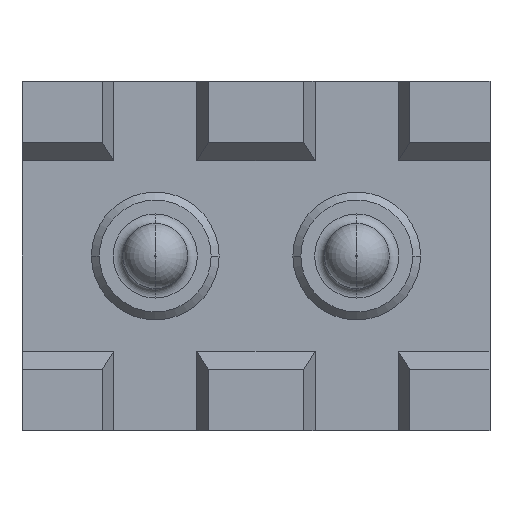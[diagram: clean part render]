
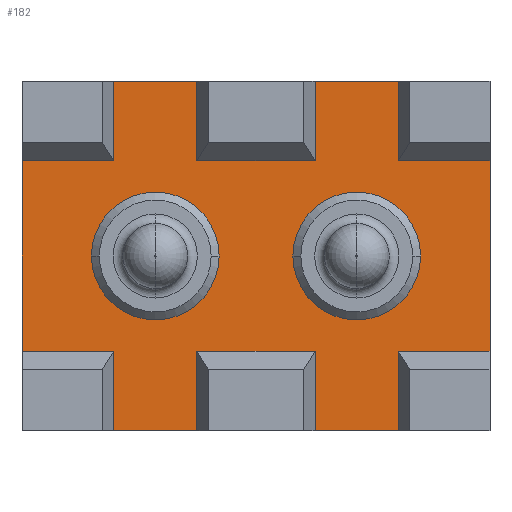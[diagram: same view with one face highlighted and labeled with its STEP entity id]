
A CAD part, front view. The second image highlights one B-rep face of the part: STEP entity #182.
In plain terms, the highlighted planar face has unit normal (0, -1, 0).
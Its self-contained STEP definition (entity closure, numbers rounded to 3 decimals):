
#182=ADVANCED_FACE('',(#376,#377,#378),#379,.F.);
#376=FACE_BOUND('',#581,.T.);
#377=FACE_BOUND('',#582,.T.);
#378=FACE_OUTER_BOUND('',#583,.T.);
#379=PLANE('',#584);
#581=EDGE_LOOP('',(#1059,#1060));
#582=EDGE_LOOP('',(#1061,#1062));
#583=EDGE_LOOP('',(#1063,#1064,#1065,#1066,#1067,#1068,#1069,#1070,#1071,#1072,#1073,#1074,#1075,#1076,#1077,#1078,#1079,#1080,#1081,#1082));
#584=AXIS2_PLACEMENT_3D('',#1083,#1084,#1085);
#1059=ORIENTED_EDGE('',*,*,#1327,.T.);
#1060=ORIENTED_EDGE('',*,*,#1325,.T.);
#1061=ORIENTED_EDGE('',*,*,#1351,.T.);
#1062=ORIENTED_EDGE('',*,*,#1280,.T.);
#1063=ORIENTED_EDGE('',*,*,#1406,.F.);
#1064=ORIENTED_EDGE('',*,*,#1381,.T.);
#1065=ORIENTED_EDGE('',*,*,#1420,.F.);
#1066=ORIENTED_EDGE('',*,*,#1393,.F.);
#1067=ORIENTED_EDGE('',*,*,#1404,.F.);
#1068=ORIENTED_EDGE('',*,*,#1421,.T.);
#1069=ORIENTED_EDGE('',*,*,#1422,.F.);
#1070=ORIENTED_EDGE('',*,*,#1423,.F.);
#1071=ORIENTED_EDGE('',*,*,#1424,.F.);
#1072=ORIENTED_EDGE('',*,*,#1425,.F.);
#1073=ORIENTED_EDGE('',*,*,#1426,.T.);
#1074=ORIENTED_EDGE('',*,*,#1427,.F.);
#1075=ORIENTED_EDGE('',*,*,#1412,.F.);
#1076=ORIENTED_EDGE('',*,*,#1428,.T.);
#1077=ORIENTED_EDGE('',*,*,#1429,.T.);
#1078=ORIENTED_EDGE('',*,*,#1388,.F.);
#1079=ORIENTED_EDGE('',*,*,#1409,.F.);
#1080=ORIENTED_EDGE('',*,*,#1376,.T.);
#1081=ORIENTED_EDGE('',*,*,#1430,.T.);
#1082=ORIENTED_EDGE('',*,*,#1431,.F.);
#1083=CARTESIAN_POINT('',(-1.623,0.2,0.0));
#1084=DIRECTION('',(0.0,1.0,0.0));
#1085=DIRECTION('',(0.,0.0,1.0));
#1280=EDGE_CURVE('',#1544,#1546,#1548,.T.);
#1325=EDGE_CURVE('',#1621,#1623,#1625,.T.);
#1327=EDGE_CURVE('',#1623,#1621,#1627,.T.);
#1351=EDGE_CURVE('',#1546,#1544,#1653,.T.);
#1376=EDGE_CURVE('',#1682,#1679,#1683,.T.);
#1381=EDGE_CURVE('',#1691,#1688,#1692,.T.);
#1388=EDGE_CURVE('',#1702,#1698,#1704,.T.);
#1393=EDGE_CURVE('',#1711,#1707,#1713,.T.);
#1404=EDGE_CURVE('',#1727,#1711,#1729,.T.);
#1406=EDGE_CURVE('',#1691,#1731,#1732,.T.);
#1409=EDGE_CURVE('',#1682,#1702,#1735,.T.);
#1412=EDGE_CURVE('',#1738,#1740,#1741,.T.);
#1420=EDGE_CURVE('',#1707,#1688,#1754,.T.);
#1421=EDGE_CURVE('',#1727,#1755,#1756,.T.);
#1422=EDGE_CURVE('',#1757,#1755,#1758,.T.);
#1423=EDGE_CURVE('',#1759,#1757,#1760,.T.);
#1424=EDGE_CURVE('',#1761,#1759,#1762,.T.);
#1425=EDGE_CURVE('',#1763,#1761,#1764,.T.);
#1426=EDGE_CURVE('',#1763,#1765,#1766,.T.);
#1427=EDGE_CURVE('',#1740,#1765,#1767,.T.);
#1428=EDGE_CURVE('',#1738,#1768,#1769,.T.);
#1429=EDGE_CURVE('',#1768,#1698,#1770,.T.);
#1430=EDGE_CURVE('',#1679,#1771,#1772,.T.);
#1431=EDGE_CURVE('',#1731,#1771,#1773,.T.);
#1544=VERTEX_POINT('',#1902);
#1546=VERTEX_POINT('',#1905);
#1548=CIRCLE('',#1908,0.403);
#1621=VERTEX_POINT('',#1987);
#1623=VERTEX_POINT('',#1990);
#1625=CIRCLE('',#1993,0.403);
#1627=CIRCLE('',#1995,0.403);
#1653=CIRCLE('',#2021,0.403);
#1679=VERTEX_POINT('',#2047);
#1682=VERTEX_POINT('',#2051);
#1683=LINE('',#2052,#2053);
#1688=VERTEX_POINT('',#2060);
#1691=VERTEX_POINT('',#2064);
#1692=LINE('',#2065,#2066);
#1698=VERTEX_POINT('',#2074);
#1702=VERTEX_POINT('',#2080);
#1704=LINE('',#2083,#2084);
#1707=VERTEX_POINT('',#2087);
#1711=VERTEX_POINT('',#2093);
#1713=LINE('',#2096,#2097);
#1727=VERTEX_POINT('',#2117);
#1729=LINE('',#2120,#2121);
#1731=VERTEX_POINT('',#2123);
#1732=LINE('',#2124,#2125);
#1735=LINE('',#2129,#2130);
#1738=VERTEX_POINT('',#2134);
#1740=VERTEX_POINT('',#2137);
#1741=LINE('',#2138,#2139);
#1754=LINE('',#2158,#2159);
#1755=VERTEX_POINT('',#2160);
#1756=LINE('',#2161,#2162);
#1757=VERTEX_POINT('',#2163);
#1758=LINE('',#2164,#2165);
#1759=VERTEX_POINT('',#2166);
#1760=LINE('',#2167,#2168);
#1761=VERTEX_POINT('',#2169);
#1762=LINE('',#2170,#2171);
#1763=VERTEX_POINT('',#2172);
#1764=LINE('',#2173,#2174);
#1765=VERTEX_POINT('',#2175);
#1766=LINE('',#2176,#2177);
#1767=LINE('',#2178,#2179);
#1768=VERTEX_POINT('',#2180);
#1769=LINE('',#2181,#2182);
#1770=LINE('',#2183,#2184);
#1771=VERTEX_POINT('',#2185);
#1772=LINE('',#2186,#2187);
#1773=LINE('',#2188,#2189);
#1902=CARTESIAN_POINT('',(-0.233,0.2,0.));
#1905=CARTESIAN_POINT('',(-1.038,0.2,0.));
#1908=AXIS2_PLACEMENT_3D('',#2356,#2357,#2358);
#1987=CARTESIAN_POINT('',(1.038,0.2,0.));
#1990=CARTESIAN_POINT('',(0.233,0.2,0.));
#1993=AXIS2_PLACEMENT_3D('',#2451,#2452,#2453);
#1995=AXIS2_PLACEMENT_3D('',#2454,#2455,#2456);
#2021=AXIS2_PLACEMENT_3D('',#2493,#2494,#2495);
#2047=CARTESIAN_POINT('',(0.897,0.2,-0.6));
#2051=CARTESIAN_POINT('',(0.897,0.2,-1.1));
#2052=CARTESIAN_POINT('',(0.897,0.2,-1.5));
#2053=VECTOR('',#2533,1.0);
#2060=CARTESIAN_POINT('',(0.897,0.2,1.1));
#2064=CARTESIAN_POINT('',(0.897,0.2,0.6));
#2065=CARTESIAN_POINT('',(0.897,0.2,-1.5));
#2066=VECTOR('',#2537,1.0);
#2074=CARTESIAN_POINT('',(0.373,0.2,-0.6));
#2080=CARTESIAN_POINT('',(0.373,0.2,-1.1));
#2083=CARTESIAN_POINT('',(0.373,0.2,-1.5));
#2084=VECTOR('',#2543,1.0);
#2087=CARTESIAN_POINT('',(0.373,0.2,1.1));
#2093=CARTESIAN_POINT('',(0.373,0.2,0.6));
#2096=CARTESIAN_POINT('',(0.373,0.2,-1.5));
#2097=VECTOR('',#2547,1.0);
#2117=CARTESIAN_POINT('',(-0.373,0.2,0.6));
#2120=CARTESIAN_POINT('',(-1.623,0.2,0.6));
#2121=VECTOR('',#2555,1.0);
#2123=CARTESIAN_POINT('',(1.475,0.2,0.6));
#2124=CARTESIAN_POINT('',(-1.623,0.2,0.6));
#2125=VECTOR('',#2556,1.0);
#2129=CARTESIAN_POINT('',(0.318,0.2,-1.1));
#2130=VECTOR('',#2558,1.0);
#2134=CARTESIAN_POINT('',(-0.373,0.2,-1.1));
#2137=CARTESIAN_POINT('',(-0.897,0.2,-1.1));
#2138=CARTESIAN_POINT('',(-0.318,0.2,-1.1));
#2139=VECTOR('',#2561,1.0);
#2158=CARTESIAN_POINT('',(0.318,0.2,1.1));
#2159=VECTOR('',#2568,1.0);
#2160=CARTESIAN_POINT('',(-0.373,0.2,1.1));
#2161=CARTESIAN_POINT('',(-0.373,0.2,-1.5));
#2162=VECTOR('',#2569,1.0);
#2163=CARTESIAN_POINT('',(-0.897,0.2,1.1));
#2164=CARTESIAN_POINT('',(-0.318,0.2,1.1));
#2165=VECTOR('',#2570,1.0);
#2166=CARTESIAN_POINT('',(-0.897,0.2,0.6));
#2167=CARTESIAN_POINT('',(-0.897,0.2,-1.5));
#2168=VECTOR('',#2571,1.0);
#2169=CARTESIAN_POINT('',(-1.475,0.2,0.6));
#2170=CARTESIAN_POINT('',(-1.623,0.2,0.6));
#2171=VECTOR('',#2572,1.0);
#2172=CARTESIAN_POINT('',(-1.475,0.2,-0.6));
#2173=CARTESIAN_POINT('',(-1.475,0.2,0.0));
#2174=VECTOR('',#2573,1.0);
#2175=CARTESIAN_POINT('',(-0.897,0.2,-0.6));
#2176=CARTESIAN_POINT('',(-1.623,0.2,-0.6));
#2177=VECTOR('',#2574,1.0);
#2178=CARTESIAN_POINT('',(-0.897,0.2,-1.5));
#2179=VECTOR('',#2575,1.0);
#2180=CARTESIAN_POINT('',(-0.373,0.2,-0.6));
#2181=CARTESIAN_POINT('',(-0.373,0.2,-1.5));
#2182=VECTOR('',#2576,1.0);
#2183=CARTESIAN_POINT('',(-1.623,0.2,-0.6));
#2184=VECTOR('',#2577,1.0);
#2185=CARTESIAN_POINT('',(1.475,0.2,-0.6));
#2186=CARTESIAN_POINT('',(-1.623,0.2,-0.6));
#2187=VECTOR('',#2578,1.0);
#2188=CARTESIAN_POINT('',(1.475,0.2,0.0));
#2189=VECTOR('',#2579,1.0);
#2356=CARTESIAN_POINT('',(-0.635,0.2,0.0));
#2357=DIRECTION('',(-0.0,1.0,0.0));
#2358=DIRECTION('',(1.0,0.0,0.0));
#2451=CARTESIAN_POINT('',(0.635,0.2,0.0));
#2452=DIRECTION('',(-0.0,1.0,0.0));
#2453=DIRECTION('',(1.0,0.0,0.0));
#2454=CARTESIAN_POINT('',(0.635,0.2,0.0));
#2455=DIRECTION('',(-0.0,1.0,0.0));
#2456=DIRECTION('',(1.0,0.0,0.0));
#2493=CARTESIAN_POINT('',(-0.635,0.2,0.0));
#2494=DIRECTION('',(-0.0,1.0,0.0));
#2495=DIRECTION('',(1.0,0.0,0.0));
#2533=DIRECTION('',(0.0,0.0,1.0));
#2537=DIRECTION('',(0.0,0.0,1.0));
#2543=DIRECTION('',(0.0,0.0,1.0));
#2547=DIRECTION('',(0.0,0.0,1.0));
#2555=DIRECTION('',(1.0,0.0,0.));
#2556=DIRECTION('',(1.0,0.0,0.));
#2558=DIRECTION('',(-1.0,0.0,0.0));
#2561=DIRECTION('',(-1.0,0.0,0.0));
#2568=DIRECTION('',(1.0,0.0,0.0));
#2569=DIRECTION('',(0.0,0.0,1.0));
#2570=DIRECTION('',(1.0,0.0,0.0));
#2571=DIRECTION('',(0.0,0.0,1.0));
#2572=DIRECTION('',(1.0,0.0,0.));
#2573=DIRECTION('',(0.0,0.0,1.0));
#2574=DIRECTION('',(1.0,0.0,0.));
#2575=DIRECTION('',(0.0,0.0,1.0));
#2576=DIRECTION('',(0.0,0.0,1.0));
#2577=DIRECTION('',(1.0,0.0,0.));
#2578=DIRECTION('',(1.0,0.0,0.));
#2579=DIRECTION('',(0.0,0.0,-1.0));
